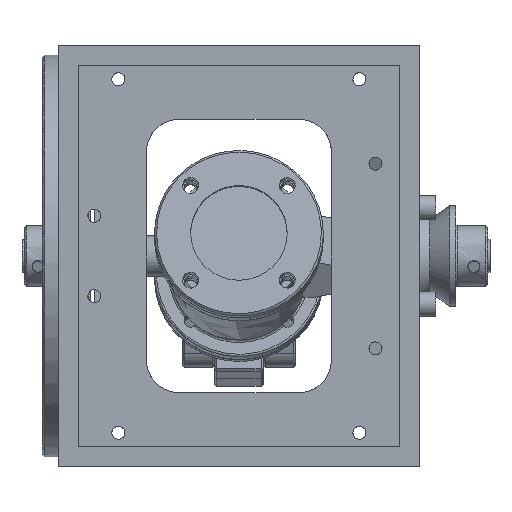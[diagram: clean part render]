
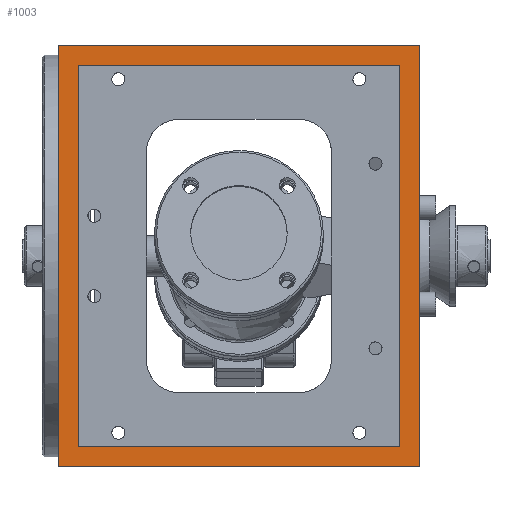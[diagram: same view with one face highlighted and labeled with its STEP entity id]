
A CAD part, front view. The second image highlights one B-rep face of the part: STEP entity #1003.
In plain terms, the highlighted free-form (B-spline) face has degree [1, 1] with [2, 2] control points.
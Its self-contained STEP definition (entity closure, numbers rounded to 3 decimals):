
#135 = VERTEX_POINT('',#136);
#136 = CARTESIAN_POINT('',(42.309,-15.043,
    -49.36));
#141 = EDGE_CURVE('',#142,#135,#144,.T.);
#142 = VERTEX_POINT('',#143);
#143 = CARTESIAN_POINT('',(-42.309,-15.043,
    -49.36));
#144 = B_SPLINE_CURVE_WITH_KNOTS('',1,(#145,#146),.UNSPECIFIED.,.F.,.F.,
  (2,2),(0.,90.),.PIECEWISE_BEZIER_KNOTS.);
#145 = CARTESIAN_POINT('',(-42.309,-15.043,
    -49.36));
#146 = CARTESIAN_POINT('',(42.309,-15.043,
    -49.36));
#163 = VERTEX_POINT('',#164);
#164 = CARTESIAN_POINT('',(42.309,-15.043,
    49.36));
#169 = EDGE_CURVE('',#135,#163,#170,.T.);
#170 = B_SPLINE_CURVE_WITH_KNOTS('',1,(#171,#172),.UNSPECIFIED.,.F.,.F.,
  (2,2),(0.,105.),.PIECEWISE_BEZIER_KNOTS.);
#171 = CARTESIAN_POINT('',(42.309,-15.043,
    -49.36));
#172 = CARTESIAN_POINT('',(42.309,-15.043,
    49.36));
#899 = VERTEX_POINT('',#900);
#900 = CARTESIAN_POINT('',(37.608,-15.043,
    -44.659));
#905 = EDGE_CURVE('',#906,#899,#908,.T.);
#906 = VERTEX_POINT('',#907);
#907 = CARTESIAN_POINT('',(37.608,-15.043,44.659
    ));
#908 = B_SPLINE_CURVE_WITH_KNOTS('',1,(#909,#910),.UNSPECIFIED.,.F.,.F.,
  (2,2),(0.,95.),.PIECEWISE_BEZIER_KNOTS.);
#909 = CARTESIAN_POINT('',(37.608,-15.043,44.659
    ));
#910 = CARTESIAN_POINT('',(37.608,-15.043,
    -44.659));
#933 = EDGE_CURVE('',#934,#906,#936,.T.);
#934 = VERTEX_POINT('',#935);
#935 = CARTESIAN_POINT('',(-37.608,-15.043,
    44.659));
#936 = B_SPLINE_CURVE_WITH_KNOTS('',1,(#937,#938),.UNSPECIFIED.,.F.,.F.,
  (2,2),(0.,80.),.PIECEWISE_BEZIER_KNOTS.);
#937 = CARTESIAN_POINT('',(-37.608,-15.043,
    44.659));
#938 = CARTESIAN_POINT('',(37.608,-15.043,44.659
    ));
#967 = EDGE_CURVE('',#968,#934,#970,.T.);
#968 = VERTEX_POINT('',#969);
#969 = CARTESIAN_POINT('',(-37.608,-15.043,
    -44.659));
#970 = B_SPLINE_CURVE_WITH_KNOTS('',1,(#971,#972),.UNSPECIFIED.,.F.,.F.,
  (2,2),(0.,95.),.PIECEWISE_BEZIER_KNOTS.);
#971 = CARTESIAN_POINT('',(-37.608,-15.043,
    -44.659));
#972 = CARTESIAN_POINT('',(-37.608,-15.043,
    44.659));
#993 = EDGE_CURVE('',#899,#968,#994,.T.);
#994 = B_SPLINE_CURVE_WITH_KNOTS('',1,(#995,#996),.UNSPECIFIED.,.F.,.F.,
  (2,2),(0.,80.),.PIECEWISE_BEZIER_KNOTS.);
#995 = CARTESIAN_POINT('',(37.608,-15.043,
    -44.659));
#996 = CARTESIAN_POINT('',(-37.608,-15.043,
    -44.659));
#1003 = ADVANCED_FACE('',(#1004,#1020),#1026,.T.);
#1004 = FACE_BOUND('',#1005,.T.);
#1005 = EDGE_LOOP('',(#1006,#1007,#1014,#1019));
#1006 = ORIENTED_EDGE('',*,*,#169,.T.);
#1007 = ORIENTED_EDGE('',*,*,#1008,.T.);
#1008 = EDGE_CURVE('',#163,#1009,#1011,.T.);
#1009 = VERTEX_POINT('',#1010);
#1010 = CARTESIAN_POINT('',(-42.309,-15.043,
    49.36));
#1011 = B_SPLINE_CURVE_WITH_KNOTS('',1,(#1012,#1013),.UNSPECIFIED.,.F.,
  .F.,(2,2),(0.,90.),.PIECEWISE_BEZIER_KNOTS.);
#1012 = CARTESIAN_POINT('',(42.309,-15.043,
    49.36));
#1013 = CARTESIAN_POINT('',(-42.309,-15.043,
    49.36));
#1014 = ORIENTED_EDGE('',*,*,#1015,.T.);
#1015 = EDGE_CURVE('',#1009,#142,#1016,.T.);
#1016 = B_SPLINE_CURVE_WITH_KNOTS('',1,(#1017,#1018),.UNSPECIFIED.,.F.,
  .F.,(2,2),(0.,105.),.PIECEWISE_BEZIER_KNOTS.);
#1017 = CARTESIAN_POINT('',(-42.309,-15.043,
    49.36));
#1018 = CARTESIAN_POINT('',(-42.309,-15.043,
    -49.36));
#1019 = ORIENTED_EDGE('',*,*,#141,.T.);
#1020 = FACE_BOUND('',#1021,.T.);
#1021 = EDGE_LOOP('',(#1022,#1023,#1024,#1025));
#1022 = ORIENTED_EDGE('',*,*,#993,.T.);
#1023 = ORIENTED_EDGE('',*,*,#967,.T.);
#1024 = ORIENTED_EDGE('',*,*,#933,.T.);
#1025 = ORIENTED_EDGE('',*,*,#905,.T.);
#1026 = B_SPLINE_SURFACE_WITH_KNOTS('',1,1,(
    (#1027,#1028)
    ,(#1029,#1030
    )),.UNSPECIFIED.,.F.,.F.,.F.,(2,2),(2,2),(-52.5,52.5),(-45.,45.),
  .PIECEWISE_BEZIER_KNOTS.);
#1027 = CARTESIAN_POINT('',(-42.309,-15.043,
    49.36));
#1028 = CARTESIAN_POINT('',(42.309,-15.043,
    49.36));
#1029 = CARTESIAN_POINT('',(-42.309,-15.043,
    -49.36));
#1030 = CARTESIAN_POINT('',(42.309,-15.043,
    -49.36));
